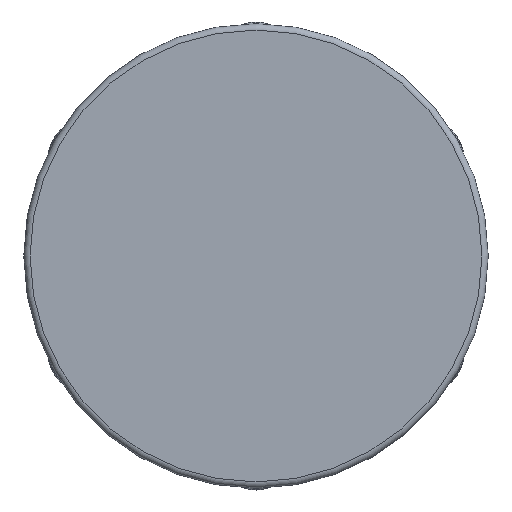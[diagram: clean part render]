
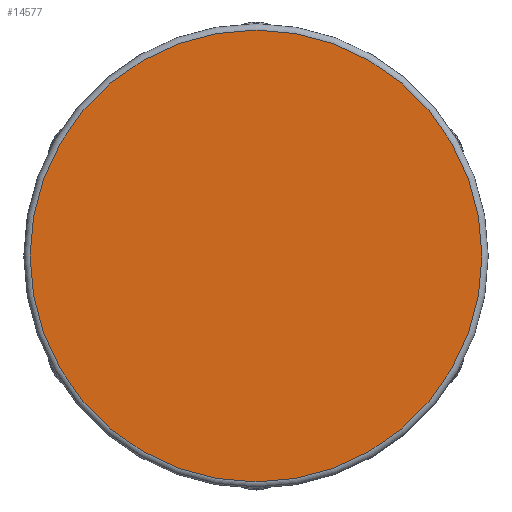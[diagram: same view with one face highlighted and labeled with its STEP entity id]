
A CAD part, left-side view. The second image highlights one B-rep face of the part: STEP entity #14577.
In plain terms, the highlighted planar face has unit normal (-1, 0, 0).
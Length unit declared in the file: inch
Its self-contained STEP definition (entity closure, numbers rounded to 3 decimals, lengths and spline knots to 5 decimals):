
#318=PLANE('',#15568);
#959=FACE_OUTER_BOUND('',#1809,.T.);
#1809=EDGE_LOOP('',(#10354));
#2729=CIRCLE('',#15564,2.14);
#6515=VERTEX_POINT('',#20930);
#8013=EDGE_CURVE('',#6515,#6515,#2729,.T.);
#10354=ORIENTED_EDGE('',*,*,#8013,.F.);
#14577=ADVANCED_FACE('',(#959),#318,.T.);
#15564=AXIS2_PLACEMENT_3D('',#20931,#16800,#16801);
#15568=AXIS2_PLACEMENT_3D('',#20937,#16808,#16809);
#16800=DIRECTION('center_axis',(1.,0.,0.));
#16801=DIRECTION('ref_axis',(0.,-1.,0.));
#16808=DIRECTION('center_axis',(-1.,0.,0.));
#16809=DIRECTION('ref_axis',(0.,0.,1.));
#20930=CARTESIAN_POINT('',(-0.72,2.14,0.));
#20931=CARTESIAN_POINT('Origin',(-0.72,0.,0.));
#20937=CARTESIAN_POINT('Origin',(-0.72,1.1,0.));
